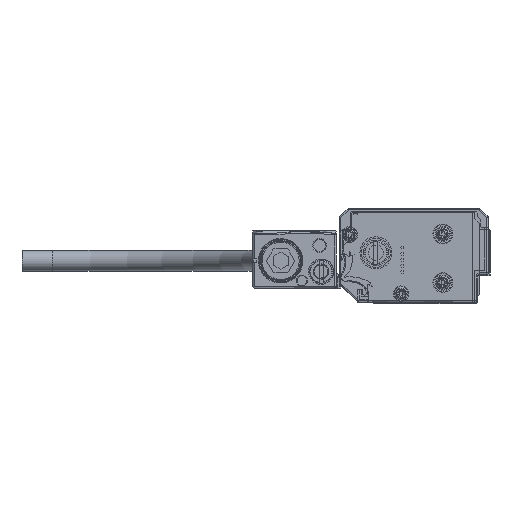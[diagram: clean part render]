
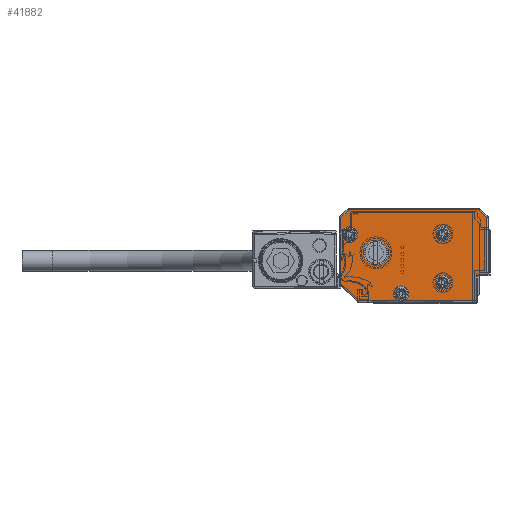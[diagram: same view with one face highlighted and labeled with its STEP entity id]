
A CAD part, left-side view. The second image highlights one B-rep face of the part: STEP entity #41882.
In plain terms, the highlighted planar face has unit normal (-1, 0, 0).
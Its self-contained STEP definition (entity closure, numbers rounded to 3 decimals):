
#41667=AXIS2_PLACEMENT_3D('Circle Axis2P3D',#41665,#41666,$) ;
#41695=AXIS2_PLACEMENT_3D('Circle Axis2P3D',#41693,#41694,$) ;
#41710=AXIS2_PLACEMENT_3D('Plane Axis2P3D',#41707,#41708,#41709) ;
#41714=AXIS2_PLACEMENT_3D('Circle Axis2P3D',#41712,#41713,$) ;
#41721=AXIS2_PLACEMENT_3D('Circle Axis2P3D',#41719,#41720,$) ;
#41728=AXIS2_PLACEMENT_3D('Circle Axis2P3D',#41726,#41727,$) ;
#41740=AXIS2_PLACEMENT_3D('Circle Axis2P3D',#41738,#41739,$) ;
#41812=AXIS2_PLACEMENT_3D('Circle Axis2P3D',#41810,#41811,$) ;
#41821=AXIS2_PLACEMENT_3D('Circle Axis2P3D',#41819,#41820,$) ;
#41830=AXIS2_PLACEMENT_3D('Circle Axis2P3D',#41828,#41829,$) ;
#41839=AXIS2_PLACEMENT_3D('Circle Axis2P3D',#41837,#41838,$) ;
#41848=AXIS2_PLACEMENT_3D('Circle Axis2P3D',#41846,#41847,$) ;
#41857=AXIS2_PLACEMENT_3D('Circle Axis2P3D',#41855,#41856,$) ;
#41866=AXIS2_PLACEMENT_3D('Circle Axis2P3D',#41864,#41865,$) ;
#41875=AXIS2_PLACEMENT_3D('Circle Axis2P3D',#41873,#41874,$) ;
#35520=CARTESIAN_POINT('Vertex',(-1273.,8.4,-1.)) ;
#35522=CARTESIAN_POINT('Vertex',(-1273.,7.,-1.)) ;
#35525=CARTESIAN_POINT('Line Origine',(-1273.,3.5,-1.)) ;
#35529=CARTESIAN_POINT('Vertex',(-1273.,21.793,-1.)) ;
#35541=CARTESIAN_POINT('Vertex',(-1273.,-17.,-1.)) ;
#35544=CARTESIAN_POINT('Line Origine',(-1273.,3.5,-1.)) ;
#41665=CARTESIAN_POINT('Axis2P3D Location',(-1273.,7.7,1.4)) ;
#41669=CARTESIAN_POINT('Vertex',(-1273.,5.2,1.4)) ;
#41690=CARTESIAN_POINT('Vertex',(-1273.,9.894,0.201)) ;
#41693=CARTESIAN_POINT('Axis2P3D Location',(-1273.,7.7,1.4)) ;
#41707=CARTESIAN_POINT('Axis2P3D Location',(-1273.,-21.5,13.5)) ;
#41712=CARTESIAN_POINT('Axis2P3D Location',(-1273.,7.7,1.4)) ;
#41716=CARTESIAN_POINT('Vertex',(-1273.,10.2,1.4)) ;
#41719=CARTESIAN_POINT('Axis2P3D Location',(-1273.,7.7,1.4)) ;
#41723=CARTESIAN_POINT('Vertex',(-1273.,5.506,2.599)) ;
#41726=CARTESIAN_POINT('Axis2P3D Location',(-1273.,7.7,1.4)) ;
#41731=CARTESIAN_POINT('Line Origine',(-1273.,-17.,3.1)) ;
#41735=CARTESIAN_POINT('Vertex',(-1273.,-17.,7.2)) ;
#41738=CARTESIAN_POINT('Axis2P3D Location',(-1273.,-18.,7.2)) ;
#41742=CARTESIAN_POINT('Vertex',(-1273.,-18.,8.2)) ;
#41745=CARTESIAN_POINT('Line Origine',(-1273.,-19.25,8.2)) ;
#41749=CARTESIAN_POINT('Vertex',(-1273.,-20.5,8.2)) ;
#41752=CARTESIAN_POINT('Line Origine',(-1273.,-20.5,17.246)) ;
#41756=CARTESIAN_POINT('Vertex',(-1273.,-20.5,26.293)) ;
#41759=CARTESIAN_POINT('Line Origine',(-1273.,-19.146,27.646)) ;
#41763=CARTESIAN_POINT('Vertex',(-1273.,-17.793,29.)) ;
#41766=CARTESIAN_POINT('Line Origine',(-1273.,3.5,29.)) ;
#41770=CARTESIAN_POINT('Vertex',(-1273.,24.793,29.)) ;
#41773=CARTESIAN_POINT('Line Origine',(-1273.,26.146,27.646)) ;
#41777=CARTESIAN_POINT('Vertex',(-1273.,27.5,26.293)) ;
#41780=CARTESIAN_POINT('Line Origine',(-1273.,27.5,15.5)) ;
#41784=CARTESIAN_POINT('Vertex',(-1273.,27.5,4.707)) ;
#41787=CARTESIAN_POINT('Line Origine',(-1273.,24.646,1.854)) ;
#41810=CARTESIAN_POINT('Axis2P3D Location',(-1273.,-6.,5.)) ;
#41814=CARTESIAN_POINT('Vertex',(-1273.,-3.806,3.801)) ;
#41816=CARTESIAN_POINT('Vertex',(-1273.,-8.194,6.199)) ;
#41819=CARTESIAN_POINT('Axis2P3D Location',(-1273.,-6.,5.)) ;
#41828=CARTESIAN_POINT('Axis2P3D Location',(-1273.,16.,14.8)) ;
#41832=CARTESIAN_POINT('Vertex',(-1273.,11.85,14.8)) ;
#41834=CARTESIAN_POINT('Vertex',(-1273.,20.15,14.8)) ;
#41837=CARTESIAN_POINT('Axis2P3D Location',(-1273.,16.,14.8)) ;
#41846=CARTESIAN_POINT('Axis2P3D Location',(-1273.,-6.,21.)) ;
#41850=CARTESIAN_POINT('Vertex',(-1273.,-8.194,22.199)) ;
#41852=CARTESIAN_POINT('Vertex',(-1273.,-3.806,19.801)) ;
#41855=CARTESIAN_POINT('Axis2P3D Location',(-1273.,-6.,21.)) ;
#41864=CARTESIAN_POINT('Axis2P3D Location',(-1273.,24.5,20.9)) ;
#41868=CARTESIAN_POINT('Vertex',(-1273.,22.306,22.099)) ;
#41870=CARTESIAN_POINT('Vertex',(-1273.,26.694,19.701)) ;
#41873=CARTESIAN_POINT('Axis2P3D Location',(-1273.,24.5,20.9)) ;
#35526=DIRECTION('Vector Direction',(0.,1.,0.)) ;
#35545=DIRECTION('Vector Direction',(0.,1.,0.)) ;
#41666=DIRECTION('Axis2P3D Direction',(-1.,0.,0.)) ;
#41694=DIRECTION('Axis2P3D Direction',(-1.,0.,0.)) ;
#41708=DIRECTION('Axis2P3D Direction',(1.,0.,0.)) ;
#41709=DIRECTION('Axis2P3D XDirection',(0.,1.,0.)) ;
#41713=DIRECTION('Axis2P3D Direction',(1.,0.,0.)) ;
#41720=DIRECTION('Axis2P3D Direction',(1.,0.,0.)) ;
#41727=DIRECTION('Axis2P3D Direction',(1.,0.,0.)) ;
#41732=DIRECTION('Vector Direction',(0.,0.,1.)) ;
#41739=DIRECTION('Axis2P3D Direction',(1.,0.,0.)) ;
#41746=DIRECTION('Vector Direction',(0.,-1.,0.)) ;
#41753=DIRECTION('Vector Direction',(0.,0.,1.)) ;
#41760=DIRECTION('Vector Direction',(0.,-0.707,-0.707)) ;
#41767=DIRECTION('Vector Direction',(0.,1.,0.)) ;
#41774=DIRECTION('Vector Direction',(0.,0.707,-0.707)) ;
#41781=DIRECTION('Vector Direction',(0.,0.,-1.)) ;
#41788=DIRECTION('Vector Direction',(0.,-0.707,-0.707)) ;
#41811=DIRECTION('Axis2P3D Direction',(1.,0.,0.)) ;
#41820=DIRECTION('Axis2P3D Direction',(1.,0.,0.)) ;
#41829=DIRECTION('Axis2P3D Direction',(1.,0.,0.)) ;
#41838=DIRECTION('Axis2P3D Direction',(1.,0.,0.)) ;
#41847=DIRECTION('Axis2P3D Direction',(1.,0.,0.)) ;
#41856=DIRECTION('Axis2P3D Direction',(1.,0.,0.)) ;
#41865=DIRECTION('Axis2P3D Direction',(1.,0.,0.)) ;
#41874=DIRECTION('Axis2P3D Direction',(1.,0.,0.)) ;
#35527=VECTOR('Line Direction',#35526,1.) ;
#35546=VECTOR('Line Direction',#35545,1.) ;
#41733=VECTOR('Line Direction',#41732,1.) ;
#41747=VECTOR('Line Direction',#41746,1.) ;
#41754=VECTOR('Line Direction',#41753,1.) ;
#41761=VECTOR('Line Direction',#41760,1.) ;
#41768=VECTOR('Line Direction',#41767,1.) ;
#41775=VECTOR('Line Direction',#41774,1.) ;
#41782=VECTOR('Line Direction',#41781,1.) ;
#41789=VECTOR('Line Direction',#41788,1.) ;
#41793=ORIENTED_EDGE('',*,*,#41697,.T.) ;
#41794=ORIENTED_EDGE('',*,*,#41718,.T.) ;
#41795=ORIENTED_EDGE('',*,*,#41725,.T.) ;
#41796=ORIENTED_EDGE('',*,*,#41730,.T.) ;
#41797=ORIENTED_EDGE('',*,*,#41671,.T.) ;
#41798=ORIENTED_EDGE('',*,*,#35548,.F.) ;
#41799=ORIENTED_EDGE('',*,*,#41737,.F.) ;
#41800=ORIENTED_EDGE('',*,*,#41744,.F.) ;
#41801=ORIENTED_EDGE('',*,*,#41751,.F.) ;
#41802=ORIENTED_EDGE('',*,*,#41758,.F.) ;
#41803=ORIENTED_EDGE('',*,*,#41765,.F.) ;
#41804=ORIENTED_EDGE('',*,*,#41772,.F.) ;
#41805=ORIENTED_EDGE('',*,*,#41779,.F.) ;
#41806=ORIENTED_EDGE('',*,*,#41786,.F.) ;
#41807=ORIENTED_EDGE('',*,*,#41791,.F.) ;
#41808=ORIENTED_EDGE('',*,*,#35531,.F.) ;
#41825=ORIENTED_EDGE('',*,*,#41818,.T.) ;
#41826=ORIENTED_EDGE('',*,*,#41823,.T.) ;
#41843=ORIENTED_EDGE('',*,*,#41836,.T.) ;
#41844=ORIENTED_EDGE('',*,*,#41841,.T.) ;
#41861=ORIENTED_EDGE('',*,*,#41854,.T.) ;
#41862=ORIENTED_EDGE('',*,*,#41859,.T.) ;
#41879=ORIENTED_EDGE('',*,*,#41872,.T.) ;
#41880=ORIENTED_EDGE('',*,*,#41877,.T.) ;
#41827=FACE_BOUND('',#41824,.T.) ;
#41845=FACE_BOUND('',#41842,.T.) ;
#41863=FACE_BOUND('',#41860,.T.) ;
#41881=FACE_BOUND('',#41878,.T.) ;
#41882=ADVANCED_FACE('\X2\FF8AFF9FFF70FF82\X0\ \X2\FF8EFF9EFF83FF9EFF68FF70\X0\',(#41809,#41827,#41845,#41863,#41881),#41711,.F.) ;
#41668=CIRCLE('generated circle',#41667,2.5) ;
#41696=CIRCLE('generated circle',#41695,2.5) ;
#41715=CIRCLE('generated circle',#41714,2.5) ;
#41722=CIRCLE('generated circle',#41721,2.5) ;
#41729=CIRCLE('generated circle',#41728,2.5) ;
#41741=CIRCLE('generated circle',#41740,1.) ;
#41813=CIRCLE('generated circle',#41812,2.5) ;
#41822=CIRCLE('generated circle',#41821,2.5) ;
#41831=CIRCLE('generated circle',#41830,4.15) ;
#41840=CIRCLE('generated circle',#41839,4.15) ;
#41849=CIRCLE('generated circle',#41848,2.5) ;
#41858=CIRCLE('generated circle',#41857,2.5) ;
#41867=CIRCLE('generated circle',#41866,2.5) ;
#41876=CIRCLE('generated circle',#41875,2.5) ;
#35531=EDGE_CURVE('',#35521,#35530,#35528,.T.) ;
#35548=EDGE_CURVE('',#35542,#35523,#35547,.T.) ;
#41671=EDGE_CURVE('',#41670,#35523,#41668,.F.) ;
#41697=EDGE_CURVE('',#35521,#41691,#41696,.F.) ;
#41718=EDGE_CURVE('',#41691,#41717,#41715,.T.) ;
#41725=EDGE_CURVE('',#41717,#41724,#41722,.T.) ;
#41730=EDGE_CURVE('',#41724,#41670,#41729,.T.) ;
#41737=EDGE_CURVE('',#41736,#35542,#41734,.F.) ;
#41744=EDGE_CURVE('',#41743,#41736,#41741,.F.) ;
#41751=EDGE_CURVE('',#41750,#41743,#41748,.F.) ;
#41758=EDGE_CURVE('',#41757,#41750,#41755,.F.) ;
#41765=EDGE_CURVE('',#41764,#41757,#41762,.T.) ;
#41772=EDGE_CURVE('',#41771,#41764,#41769,.F.) ;
#41779=EDGE_CURVE('',#41778,#41771,#41776,.F.) ;
#41786=EDGE_CURVE('',#41785,#41778,#41783,.F.) ;
#41791=EDGE_CURVE('',#35530,#41785,#41790,.F.) ;
#41818=EDGE_CURVE('',#41815,#41817,#41813,.T.) ;
#41823=EDGE_CURVE('',#41817,#41815,#41822,.T.) ;
#41836=EDGE_CURVE('',#41833,#41835,#41831,.T.) ;
#41841=EDGE_CURVE('',#41835,#41833,#41840,.T.) ;
#41854=EDGE_CURVE('',#41851,#41853,#41849,.T.) ;
#41859=EDGE_CURVE('',#41853,#41851,#41858,.T.) ;
#41872=EDGE_CURVE('',#41869,#41871,#41867,.T.) ;
#41877=EDGE_CURVE('',#41871,#41869,#41876,.T.) ;
#41792=EDGE_LOOP('',(#41793,#41794,#41795,#41796,#41797,#41798,#41799,#41800,#41801,#41802,#41803,#41804,#41805,#41806,#41807,#41808)) ;
#41824=EDGE_LOOP('',(#41825,#41826)) ;
#41842=EDGE_LOOP('',(#41843,#41844)) ;
#41860=EDGE_LOOP('',(#41861,#41862)) ;
#41878=EDGE_LOOP('',(#41879,#41880)) ;
#41809=FACE_OUTER_BOUND('',#41792,.T.) ;
#35528=LINE('Line',#35525,#35527) ;
#35547=LINE('Line',#35544,#35546) ;
#41734=LINE('Line',#41731,#41733) ;
#41748=LINE('Line',#41745,#41747) ;
#41755=LINE('Line',#41752,#41754) ;
#41762=LINE('Line',#41759,#41761) ;
#41769=LINE('Line',#41766,#41768) ;
#41776=LINE('Line',#41773,#41775) ;
#41783=LINE('Line',#41780,#41782) ;
#41790=LINE('Line',#41787,#41789) ;
#41711=PLANE('Plane',#41710) ;
#35521=VERTEX_POINT('',#35520) ;
#35523=VERTEX_POINT('',#35522) ;
#35530=VERTEX_POINT('',#35529) ;
#35542=VERTEX_POINT('',#35541) ;
#41670=VERTEX_POINT('',#41669) ;
#41691=VERTEX_POINT('',#41690) ;
#41717=VERTEX_POINT('',#41716) ;
#41724=VERTEX_POINT('',#41723) ;
#41736=VERTEX_POINT('',#41735) ;
#41743=VERTEX_POINT('',#41742) ;
#41750=VERTEX_POINT('',#41749) ;
#41757=VERTEX_POINT('',#41756) ;
#41764=VERTEX_POINT('',#41763) ;
#41771=VERTEX_POINT('',#41770) ;
#41778=VERTEX_POINT('',#41777) ;
#41785=VERTEX_POINT('',#41784) ;
#41815=VERTEX_POINT('',#41814) ;
#41817=VERTEX_POINT('',#41816) ;
#41833=VERTEX_POINT('',#41832) ;
#41835=VERTEX_POINT('',#41834) ;
#41851=VERTEX_POINT('',#41850) ;
#41853=VERTEX_POINT('',#41852) ;
#41869=VERTEX_POINT('',#41868) ;
#41871=VERTEX_POINT('',#41870) ;
